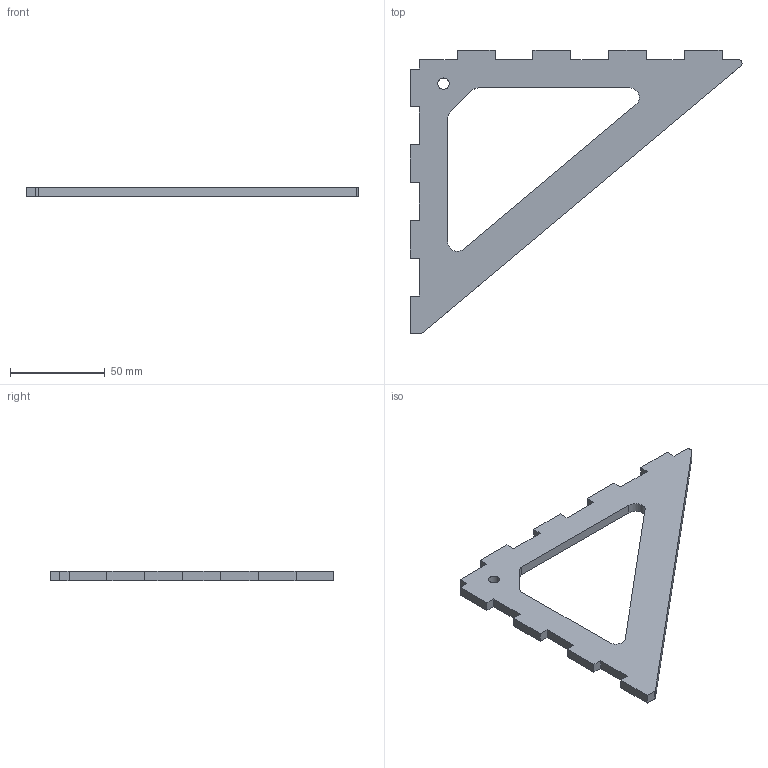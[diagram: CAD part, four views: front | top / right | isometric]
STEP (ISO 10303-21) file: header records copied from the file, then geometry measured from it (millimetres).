
FILE_DESCRIPTION(/* description */ (''),/* implementation_level */ '2;1');
FILE_NAME(/* name */ 'RP_Waist-Diagonal-material.stp',/* time_stamp */ '2025-07-02T13:17:50+09:00',/* author */ ('佐藤智貴'),/* organization */ (''),/* preprocessor_version */ 'ST-DEVELOPER v20',/* originating_system */ 'Autodesk Inventor 2024',/* authorisation */ '');
FILE_SCHEMA (('AUTOMOTIVE_DESIGN { 1 0 10303 214 3 1 1 }'));
Length unit declared in the file: millimetre
Products named in the file (1): RP_Waist-Diagonal-material
Bounding box: 175.53 x 150 x 5 mm (x, y, z)
Volume: 42749.1 mm3; surface area: 21849.6 mm2
Topology: 1 solids, 1 shells, 47 faces, 135 edges, 91 vertices
Faces by surface type: plane 40, cylinder 7
Full cylindrical faces by diameter (mm): 6 x1
Entity records: 1585 total; most frequent: CARTESIAN_POINT 274, ORIENTED_EDGE 270, DIRECTION 245, EDGE_CURVE 135, LINE 121, VECTOR 121, VERTEX_POINT 90, AXIS2_PLACEMENT_3D 62
